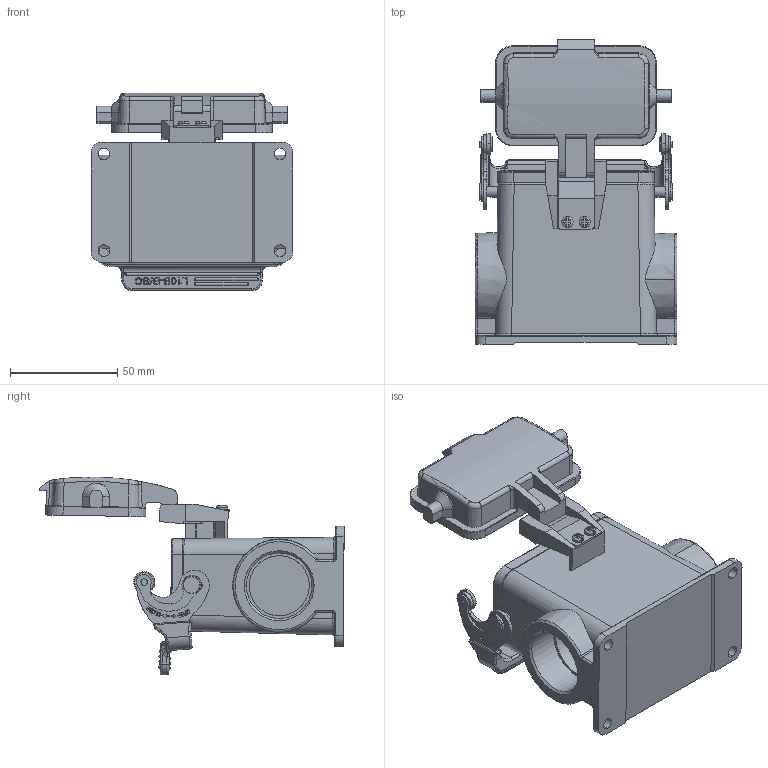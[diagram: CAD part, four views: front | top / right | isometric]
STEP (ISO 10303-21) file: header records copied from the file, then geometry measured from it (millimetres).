
FILE_DESCRIPTION(/* description */ (''),/* implementation_level */ '2;1');
FILE_NAME(/* name */ '3D_1240102615004_HV10B-SFH-1L_SC-CV-M32_V1.1.stp',/* time_stamp */ '2023-12-06T11:11:49+08:00',/* author */ (''),/* organization */ (''),/* preprocessor_version */ 'ST-DEVELOPER v18.1',/* originating_system */ 'SIEMENS PLM Software NX 1980',/* authorisation */ '');
FILE_SCHEMA (('AUTOMOTIVE_DESIGN { 1 0 10303 214 3 1 1 1 }'));
Products named in the file (1): 145909B0FC68830z
Bounding box: 94.02 x 141.78 x 92.08 mm (x, y, z)
Volume: 138.4 mm3; surface area: 75522.9 mm2
Topology: 14 solids, 17 shells, 1443 faces, 4045 edges, 2678 vertices
Faces by surface type: cylinder 613, plane 611, torus 85, cone 57, extrusion 34, bspline 25, sphere 18
Full cylindrical faces by diameter (mm): 30.5 x1
Entity records: 50358 total; most frequent: CARTESIAN_POINT 15066, ORIENTED_EDGE 7948, DIRECTION 6342, EDGE_CURVE 3990, VERTEX_POINT 2662, AXIS2_PLACEMENT_3D 2318, VECTOR 1706, LINE 1672
